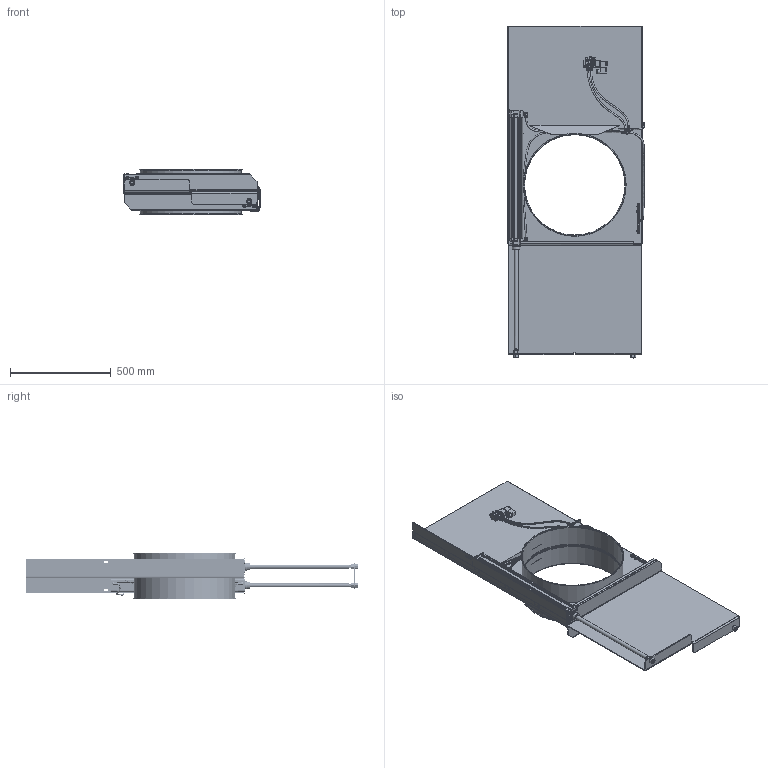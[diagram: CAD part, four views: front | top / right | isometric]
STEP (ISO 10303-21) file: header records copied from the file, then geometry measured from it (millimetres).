
FILE_DESCRIPTION(/* description */ (''),/* implementation_level */ '2;1');
FILE_NAME(/* name */ 'TQP500HP.stp',/* time_stamp */ '2019-02-20T11:22:03+01:00',/* author */ ('Patrick'),/* organization */ (''),/* preprocessor_version */ 'ST-DEVELOPER v16.1',/* originating_system */ 'Autodesk Inventor 2016',/* authorisation */ '');
FILE_SCHEMA (('AUTOMOTIVE_DESIGN { 1 0 10303 214 3 1 1 }'));
Products named in the file (26): Außenblech_450_560; Schieberblech_450_560; SE_Kolbenrohr_50; SE_Kolbenstange_50; DIN EN ISO 4034 - M16; Zylinderhalterung_SE_50; Stutzen; Stuetzblech; OR 11.11X1.78; DR6-1_NEU; 214603-N2_GEW._1-8_1-4; R202203-I1-N2A; 202204_IPSO_022_6_14_20.05.15; 4V210-06-S1; OR 7.2X1.9; R200107-N1; 200107_IPSO_01_6_18_22.05.2015; 11_012_4; Ventil_mit_Verschraubung; INLET_6_NEU; R200503-i1; DR6-1_NEU_1; DR6-1_NEU_2; 200503_IPSO_05_6_31.07.2015; PUN6x4_Schwarz_500; Schieber_450_560
Assembly tree (43 placements, depth 4):
  Schieber_450_560
    Außenblech_450_560  x2
    Schieberblech_450_560
    SE_Kolbenrohr_50  x2
    SE_Kolbenstange_50  x2
    DIN EN ISO 4034 - M16  x4
    Zylinderhalterung_SE_50  x2
    Stutzen  x2
    Stuetzblech  x2
    202204_IPSO_022_6_14_20.05.15  x4
      OR 11.11X1.78
      DR6-1_NEU
      214603-N2_GEW._1-8_1-4
      R202203-I1-N2A
    Ventil_mit_Verschraubung
      4V210-06-S1
      200107_IPSO_01_6_18_22.05.2015  x3
        OR 7.2X1.9
        DR6-1_NEU
        R200107-N1
      11_012_4  x2
    200503_IPSO_05_6_31.07.2015  x2
      INLET_6_NEU
      R200503-i1
      DR6-1_NEU
      DR6-1_NEU_1
      DR6-1_NEU_2
    PUN6x4_Schwarz_500
Bounding box: 684.99 x 1651.02 x 224 mm (x, y, z)
Volume: 11784345.1 mm3; surface area: 5743416.3 mm2
Topology: 61 solids, 61 shells, 3076 faces, 7598 edges, 4877 vertices
Faces by surface type: plane 1625, bspline 599, cylinder 523, cone 276, torus 45, sphere 8
Full cylindrical faces by diameter (mm): 2.8 x2, 3 x4, 3.2 x2, 4 x14, 4.2 x7, 4.6 x2, 4.9 x4, 5 x10, 5.4 x2, 5.5 x4, 6 x8, 6.1 x25, 6.2 x13, 6.647 x16, 6.8 x1, 8 x4, 8.3 x16, 8.5 x4, 8.566 x5, 9 x57, 9.5 x13, 9.6 x15, 9.728 x3, 10 x10, 10.1 x8, 10.5 x2, 10.8 x1, 11 x28, 11.2 x4, 11.3 x2
Entity records: 65856 total; most frequent: CARTESIAN_POINT 23634, ORIENTED_EDGE 8808, DIRECTION 6937, EDGE_CURVE 4404, VERTEX_POINT 3011, LINE 2725, VECTOR 2725, EDGE_LOOP 2409
